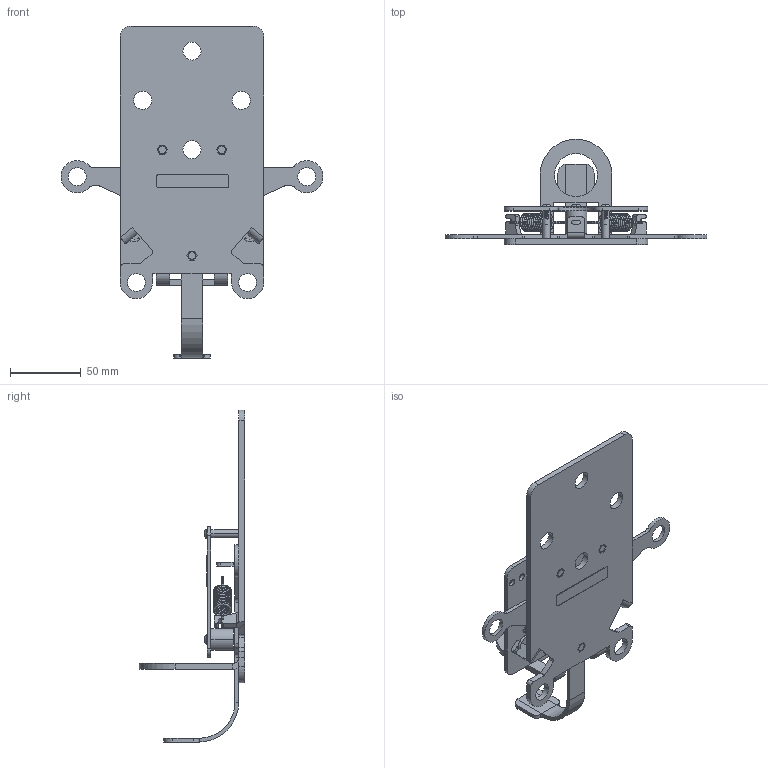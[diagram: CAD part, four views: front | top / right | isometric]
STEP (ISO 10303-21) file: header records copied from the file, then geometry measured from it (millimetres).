
FILE_DESCRIPTION((''),'2;1');
FILE_NAME('217994_ASM','2020-09-09T11:15:40',('PDMAdmin'),('BANNER ENGINEERING'),'CREO PARAMETRIC BY PTC INC, 2019292','CREO PARAMETRIC BY PTC INC, 2019292','');
FILE_SCHEMA(('CONFIG_CONTROL_DESIGN'));
Length unit declared in the file: inch
Products named in the file (11): 217993; PEM_BSO-632-30; 217993_ASM; 142738; 217992; 152117; 142739; 152881; 135721; 53292_FLAT; 217994_ASM
Assembly tree (15 placements, depth 3):
  217994_ASM
    217993_ASM
      217993
      PEM_BSO-632-30  x3
    142738
    217992
    152117  x2
    142739
    152881  x3
    135721
    53292_FLAT
Bounding box: 185.42 x 74.83 x 235.07 mm (x, y, z)
Volume: 129245.4 mm3; surface area: 92365.5 mm2
Topology: 14 solids, 18 shells, 738 faces, 1674 edges, 982 vertices
Faces by surface type: cylinder 279, plane 212, cone 189, bspline 44, torus 8, sphere 6
Entity records: 23020 total; most frequent: CARTESIAN_POINT 12927, DIRECTION 2106, ORIENTED_EDGE 2020, EDGE_CURVE 1010, AXIS2_PLACEMENT_3D 788, VERTEX_POINT 616, VECTOR 530, LINE 530
